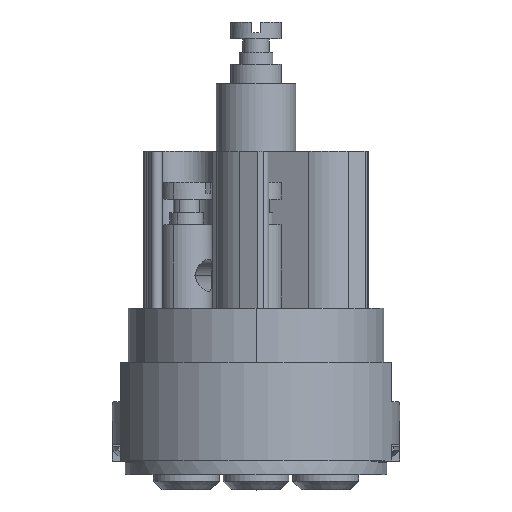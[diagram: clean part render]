
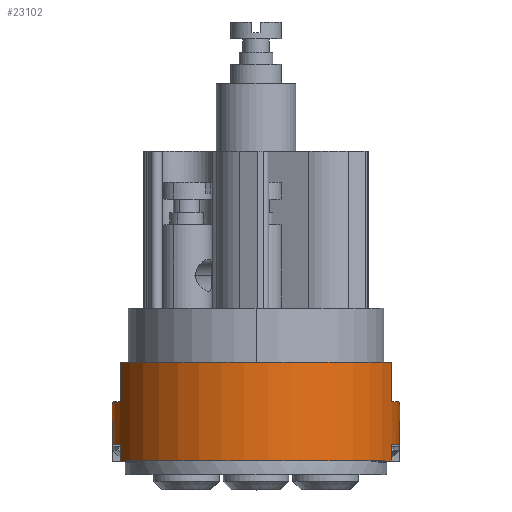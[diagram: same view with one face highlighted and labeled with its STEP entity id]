
A CAD part, top view. The second image highlights one B-rep face of the part: STEP entity #23102.
In plain terms, the highlighted cylindrical face has radius 8.5 mm (diameter 17 mm), a partial arc.
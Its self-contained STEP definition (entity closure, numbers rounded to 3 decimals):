
#1451=CARTESIAN_POINT('',(0.,-6.3,0.));
#1452=DIRECTION('',(0.,1.,0.));
#1453=DIRECTION('',(-0.999,0.,-0.035));
#1454=AXIS2_PLACEMENT_3D('',#1451,#1452,#1453);
#1459=DIRECTION('',(0.,1.,0.));
#1460=VECTOR('',#1459,1.);
#1461=CARTESIAN_POINT('',(-8.495,-6.3,0.3));
#1462=LINE('',#1461,#1460);
#1466=CARTESIAN_POINT('',(0.,-2.8,0.));
#1467=DIRECTION('',(0.,1.,0.));
#1468=DIRECTION('',(-0.944,0.,-0.329));
#1469=AXIS2_PLACEMENT_3D('',#1466,#1467,#1468);
#1474=DIRECTION('',(0.,-1.,0.));
#1475=VECTOR('',#1474,2.35);
#1476=CARTESIAN_POINT('',(-8.026,-0.45,2.8));
#1477=LINE('',#1476,#1475);
#1481=CARTESIAN_POINT('',(0.,-0.45,0.));
#1482=DIRECTION('',(0.,1.,0.));
#1483=DIRECTION('',(-0.944,0.,0.329));
#1484=AXIS2_PLACEMENT_3D('',#1481,#1482,#1483);
#1489=DIRECTION('',(0.,-1.,0.));
#1490=VECTOR('',#1489,2.35);
#1491=CARTESIAN_POINT('',(8.026,-0.45,2.8));
#1492=LINE('',#1491,#1490);
#1496=CARTESIAN_POINT('',(0.,-2.8,0.));
#1497=DIRECTION('',(0.,1.,0.));
#1498=DIRECTION('',(0.944,0.,0.329));
#1499=AXIS2_PLACEMENT_3D('',#1496,#1497,#1498);
#1504=CARTESIAN_POINT('',(0.,-2.8,0.));
#1505=DIRECTION('',(0.,-1.,0.));
#1506=DIRECTION('',(0.121,0.,-0.993));
#1507=AXIS2_PLACEMENT_3D('',#1504,#1505,#1506);
#1512=DIRECTION('',(0.,-1.,0.));
#1513=VECTOR('',#1512,3.5);
#1514=CARTESIAN_POINT('',(1.025,-2.8,-8.438));
#1515=LINE('',#1514,#1513);
#1519=CARTESIAN_POINT('',(0.,-6.3,0.));
#1520=DIRECTION('',(0.,-1.,0.));
#1521=DIRECTION('',(0.121,0.,-0.993));
#1522=AXIS2_PLACEMENT_3D('',#1519,#1520,#1521);
#1527=DIRECTION('',(0.,-1.,0.));
#1528=VECTOR('',#1527,1.);
#1529=CARTESIAN_POINT('',(8.026,-5.3,-2.8));
#1530=LINE('',#1529,#1528);
#1534=CARTESIAN_POINT('',(0.,-5.3,0.));
#1535=DIRECTION('',(0.,-1.,0.));
#1536=DIRECTION('',(0.944,0.,-0.329));
#1537=AXIS2_PLACEMENT_3D('',#1534,#1535,#1536);
#1542=DIRECTION('',(0.,1.,0.));
#1543=VECTOR('',#1542,1.);
#1544=CARTESIAN_POINT('',(8.495,-6.3,-0.3));
#1545=LINE('',#1544,#1543);
#1549=CARTESIAN_POINT('',(0.,-5.3,0.));
#1550=DIRECTION('',(0.,-1.,0.));
#1551=DIRECTION('',(0.999,0.,0.035));
#1552=AXIS2_PLACEMENT_3D('',#1549,#1550,#1551);
#1557=DIRECTION('',(0.,-1.,0.));
#1558=VECTOR('',#1557,1.);
#1559=CARTESIAN_POINT('',(8.026,-5.3,2.8));
#1560=LINE('',#1559,#1558);
#1564=CARTESIAN_POINT('',(0.,-6.3,0.));
#1565=DIRECTION('',(0.,-1.,0.));
#1566=DIRECTION('',(0.944,0.,0.329));
#1567=AXIS2_PLACEMENT_3D('',#1564,#1565,#1566);
#1572=DIRECTION('',(0.,-1.,0.));
#1573=VECTOR('',#1572,1.);
#1574=CARTESIAN_POINT('',(-8.026,-5.3,2.8));
#1575=LINE('',#1574,#1573);
#1579=CARTESIAN_POINT('',(0.,-5.3,0.));
#1580=DIRECTION('',(0.,-1.,0.));
#1581=DIRECTION('',(-0.944,0.,0.329));
#1582=AXIS2_PLACEMENT_3D('',#1579,#1580,#1581);
#1587=DIRECTION('',(0.,1.,0.));
#1588=VECTOR('',#1587,1.);
#1589=CARTESIAN_POINT('',(-8.495,-6.3,-0.3));
#1590=LINE('',#1589,#1588);
#1594=CARTESIAN_POINT('',(0.,-5.3,0.));
#1595=DIRECTION('',(0.,-1.,0.));
#1596=DIRECTION('',(-0.999,0.,-0.035));
#1597=AXIS2_PLACEMENT_3D('',#1594,#1595,#1596);
#1602=DIRECTION('',(0.,-1.,0.));
#1603=VECTOR('',#1602,1.);
#1604=CARTESIAN_POINT('',(-8.026,-5.3,-2.8));
#1605=LINE('',#1604,#1603);
#1609=CARTESIAN_POINT('',(0.,-6.3,0.));
#1610=DIRECTION('',(0.,-1.,0.));
#1611=DIRECTION('',(-0.944,0.,-0.329));
#1612=AXIS2_PLACEMENT_3D('',#1609,#1610,#1611);
#1617=DIRECTION('',(0.,-1.,0.));
#1618=VECTOR('',#1617,3.5);
#1619=CARTESIAN_POINT('',(-1.025,-2.8,-8.438));
#1620=LINE('',#1619,#1618);
#1624=CARTESIAN_POINT('',(0.,-2.8,0.));
#1625=DIRECTION('',(0.,-1.,0.));
#1626=DIRECTION('',(-0.944,0.,-0.329));
#1627=AXIS2_PLACEMENT_3D('',#1624,#1625,#1626);
#2125=CARTESIAN_POINT('',(0.,-6.3,0.));
#2126=DIRECTION('',(0.,-1.,0.));
#2127=DIRECTION('',(0.999,0.,-0.035));
#2128=AXIS2_PLACEMENT_3D('',#2125,#2126,#2127);
#2140=DIRECTION('',(0.,1.,0.));
#2141=VECTOR('',#2140,1.);
#2142=CARTESIAN_POINT('',(8.495,-6.3,0.3));
#2143=LINE('',#2142,#2141);
#20084=CARTESIAN_POINT('',(-1.025,-6.3,-8.438));
#20086=VERTEX_POINT('',#20084);
#20087=CARTESIAN_POINT('',(1.025,-6.3,-8.438));
#20088=VERTEX_POINT('',#20087);
#20621=CARTESIAN_POINT('',(8.026,-5.3,-2.8));
#20622=CARTESIAN_POINT('',(8.026,-6.3,-2.8));
#20623=VERTEX_POINT('',#20621);
#20624=VERTEX_POINT('',#20622);
#20625=CARTESIAN_POINT('',(8.026,-5.3,2.8));
#20626=CARTESIAN_POINT('',(8.026,-6.3,2.8));
#20627=VERTEX_POINT('',#20625);
#20628=VERTEX_POINT('',#20626);
#20643=CARTESIAN_POINT('',(8.495,-5.3,-0.3));
#20644=VERTEX_POINT('',#20643);
#20645=CARTESIAN_POINT('',(8.495,-5.3,0.3));
#20646=VERTEX_POINT('',#20645);
#20647=CARTESIAN_POINT('',(8.495,-6.3,-0.3));
#20648=CARTESIAN_POINT('',(8.495,-6.3,0.3));
#20649=VERTEX_POINT('',#20647);
#20650=VERTEX_POINT('',#20648);
#20703=CARTESIAN_POINT('',(-8.026,-5.3,-2.8));
#20704=CARTESIAN_POINT('',(-8.026,-6.3,-2.8));
#20705=VERTEX_POINT('',#20703);
#20706=VERTEX_POINT('',#20704);
#20707=CARTESIAN_POINT('',(-8.026,-5.3,2.8));
#20708=CARTESIAN_POINT('',(-8.026,-6.3,2.8));
#20709=VERTEX_POINT('',#20707);
#20710=VERTEX_POINT('',#20708);
#20719=CARTESIAN_POINT('',(-8.495,-5.3,0.3));
#20720=VERTEX_POINT('',#20719);
#20721=CARTESIAN_POINT('',(-8.495,-5.3,-0.3));
#20722=VERTEX_POINT('',#20721);
#20731=CARTESIAN_POINT('',(-8.495,-6.3,-0.3));
#20732=CARTESIAN_POINT('',(-8.495,-6.3,0.3));
#20733=VERTEX_POINT('',#20731);
#20734=VERTEX_POINT('',#20732);
#21427=CARTESIAN_POINT('',(8.026,-0.45,2.8));
#21429=VERTEX_POINT('',#21427);
#21491=CARTESIAN_POINT('',(-8.026,-0.45,2.8));
#21493=VERTEX_POINT('',#21491);
#21579=CARTESIAN_POINT('',(-8.026,-2.8,-2.8));
#21580=CARTESIAN_POINT('',(-1.025,-2.8,-8.438));
#21581=VERTEX_POINT('',#21579);
#21582=VERTEX_POINT('',#21580);
#21583=CARTESIAN_POINT('',(1.025,-2.8,-8.438));
#21584=CARTESIAN_POINT('',(8.026,-2.8,-2.8));
#21585=VERTEX_POINT('',#21583);
#21586=VERTEX_POINT('',#21584);
#21595=CARTESIAN_POINT('',(8.026,-2.8,2.8));
#21596=VERTEX_POINT('',#21595);
#21605=CARTESIAN_POINT('',(-8.026,-2.8,2.8));
#21606=VERTEX_POINT('',#21605);
#23047=CARTESIAN_POINT('',(0.,-2.585,0.));
#23048=DIRECTION('',(0.,-1.,0.));
#23049=DIRECTION('',(0.,0.,1.));
#23050=AXIS2_PLACEMENT_3D('',#23047,#23048,#23049);
#23051=CYLINDRICAL_SURFACE('',#23050,8.5);
#23053=ORIENTED_EDGE('',*,*,#23052,.T.);
#23055=ORIENTED_EDGE('',*,*,#23054,.F.);
#23057=ORIENTED_EDGE('',*,*,#23056,.T.);
#23059=ORIENTED_EDGE('',*,*,#23058,.T.);
#23061=ORIENTED_EDGE('',*,*,#23060,.T.);
#23063=ORIENTED_EDGE('',*,*,#23062,.F.);
#23064=ORIENTED_EDGE('',*,*,#22912,.T.);
#23066=ORIENTED_EDGE('',*,*,#23065,.T.);
#23068=ORIENTED_EDGE('',*,*,#23067,.F.);
#23070=ORIENTED_EDGE('',*,*,#23069,.T.);
#23072=ORIENTED_EDGE('',*,*,#23071,.F.);
#23074=ORIENTED_EDGE('',*,*,#23073,.T.);
#23076=ORIENTED_EDGE('',*,*,#23075,.T.);
#23078=ORIENTED_EDGE('',*,*,#23077,.T.);
#23080=ORIENTED_EDGE('',*,*,#23079,.T.);
#23082=ORIENTED_EDGE('',*,*,#23081,.T.);
#23084=ORIENTED_EDGE('',*,*,#23083,.F.);
#23086=ORIENTED_EDGE('',*,*,#23085,.T.);
#23087=ORIENTED_EDGE('',*,*,#23019,.F.);
#23088=ORIENTED_EDGE('',*,*,#22996,.F.);
#23090=ORIENTED_EDGE('',*,*,#23089,.T.);
#23092=ORIENTED_EDGE('',*,*,#23091,.T.);
#23094=ORIENTED_EDGE('',*,*,#23093,.T.);
#23096=ORIENTED_EDGE('',*,*,#23095,.T.);
#23097=ORIENTED_EDGE('',*,*,#22824,.F.);
#23099=ORIENTED_EDGE('',*,*,#23098,.F.);
#23100=EDGE_LOOP('',(#23053,#23055,#23057,#23059,#23061,#23063,#23064,#23066,
#23068,#23070,#23072,#23074,#23076,#23078,#23080,#23082,#23084,#23086,#23087,
#23088,#23090,#23092,#23094,#23096,#23097,#23099));
#23101=FACE_OUTER_BOUND('',#23100,.F.);
#1455=CIRCLE('',#1454,8.5);
#1470=CIRCLE('',#1469,8.5);
#1485=CIRCLE('',#1484,8.5);
#1500=CIRCLE('',#1499,8.5);
#1508=CIRCLE('',#1507,8.5);
#1523=CIRCLE('',#1522,8.5);
#1538=CIRCLE('',#1537,8.5);
#1553=CIRCLE('',#1552,8.5);
#1568=CIRCLE('',#1567,8.5);
#1583=CIRCLE('',#1582,8.5);
#1598=CIRCLE('',#1597,8.5);
#1613=CIRCLE('',#1612,8.5);
#1628=CIRCLE('',#1627,8.5);
#2129=CIRCLE('',#2128,8.5);
#22824=EDGE_CURVE('',#21582,#20086,#1620,.T.);
#22912=EDGE_CURVE('',#21585,#20088,#1515,.T.);
#22996=EDGE_CURVE('',#20733,#20734,#1455,.T.);
#23019=EDGE_CURVE('',#20734,#20720,#1462,.T.);
#23052=EDGE_CURVE('',#21581,#21606,#1470,.T.);
#23054=EDGE_CURVE('',#21493,#21606,#1477,.T.);
#23056=EDGE_CURVE('',#21493,#21429,#1485,.T.);
#23058=EDGE_CURVE('',#21429,#21596,#1492,.T.);
#23060=EDGE_CURVE('',#21596,#21586,#1500,.T.);
#23062=EDGE_CURVE('',#21585,#21586,#1508,.T.);
#23065=EDGE_CURVE('',#20088,#20624,#1523,.T.);
#23067=EDGE_CURVE('',#20623,#20624,#1530,.T.);
#23069=EDGE_CURVE('',#20623,#20644,#1538,.T.);
#23071=EDGE_CURVE('',#20649,#20644,#1545,.T.);
#23073=EDGE_CURVE('',#20649,#20650,#2129,.T.);
#23075=EDGE_CURVE('',#20650,#20646,#2143,.T.);
#23077=EDGE_CURVE('',#20646,#20627,#1553,.T.);
#23079=EDGE_CURVE('',#20627,#20628,#1560,.T.);
#23081=EDGE_CURVE('',#20628,#20710,#1568,.T.);
#23083=EDGE_CURVE('',#20709,#20710,#1575,.T.);
#23085=EDGE_CURVE('',#20709,#20720,#1583,.T.);
#23089=EDGE_CURVE('',#20733,#20722,#1590,.T.);
#23091=EDGE_CURVE('',#20722,#20705,#1598,.T.);
#23093=EDGE_CURVE('',#20705,#20706,#1605,.T.);
#23095=EDGE_CURVE('',#20706,#20086,#1613,.T.);
#23098=EDGE_CURVE('',#21581,#21582,#1628,.T.);
#23102=ADVANCED_FACE('',(#23101),#23051,.T.);
